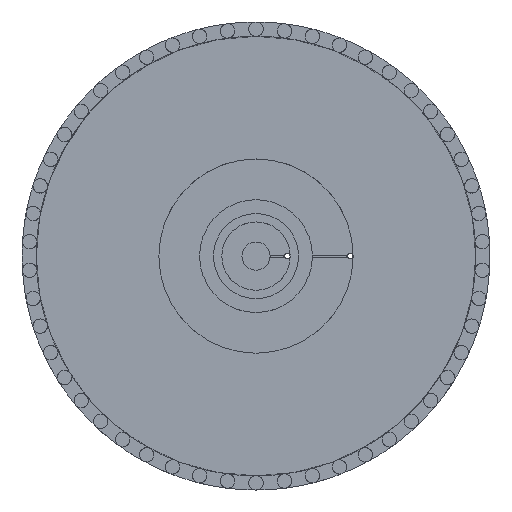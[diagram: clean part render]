
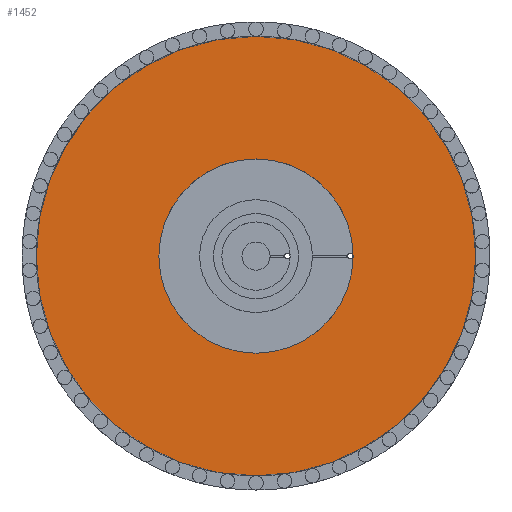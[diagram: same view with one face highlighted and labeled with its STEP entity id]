
A CAD part, top view. The second image highlights one B-rep face of the part: STEP entity #1452.
In plain terms, the highlighted planar face has unit normal (0, 0, 1).
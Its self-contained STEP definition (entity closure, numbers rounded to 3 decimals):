
#1452=ADVANCED_FACE('',(#4111,#4113),#4115,.T.);
#4111=FACE_BOUND('',#4112,.T.);
#4112=EDGE_LOOP('',(#6156));
#4113=FACE_BOUND('',#4114,.T.);
#4114=EDGE_LOOP('',(#6157));
#4115=PLANE('',#4116);
#4116=AXIS2_PLACEMENT_3D('',#4117,#4118,#4119);
#4117=CARTESIAN_POINT('',(0.,0.,0.));
#4118=DIRECTION('',(0.,0.,1.));
#4119=DIRECTION('',(-1.,0.,0.));
#6156=ORIENTED_EDGE('',*,*,#6917,.F.);
#6157=ORIENTED_EDGE('',*,*,#7114,.T.);
#6917=EDGE_CURVE('',#7847,#7847,#7848,.F.);
#7114=EDGE_CURVE('',#8143,#8143,#8144,.F.);
#7847=VERTEX_POINT('',#10206);
#7848=CIRCLE('',#10207,77.5);
#8143=VERTEX_POINT('',#11093);
#8144=CIRCLE('',#11094,34.25);
#10206=CARTESIAN_POINT('',(-77.5,0.,0.));
#10207=AXIS2_PLACEMENT_3D('',#10208,#10209,#10210);
#10208=CARTESIAN_POINT('',(0.,0.,0.));
#10209=DIRECTION('',(0.,0.,1.));
#10210=DIRECTION('',(-1.,0.,0.));
#11093=CARTESIAN_POINT('',(-34.25,0.,0.));
#11094=AXIS2_PLACEMENT_3D('',#11095,#11096,#11097);
#11095=CARTESIAN_POINT('',(0.,0.,0.));
#11096=DIRECTION('',(0.,0.,1.));
#11097=DIRECTION('',(-1.,0.,0.));
